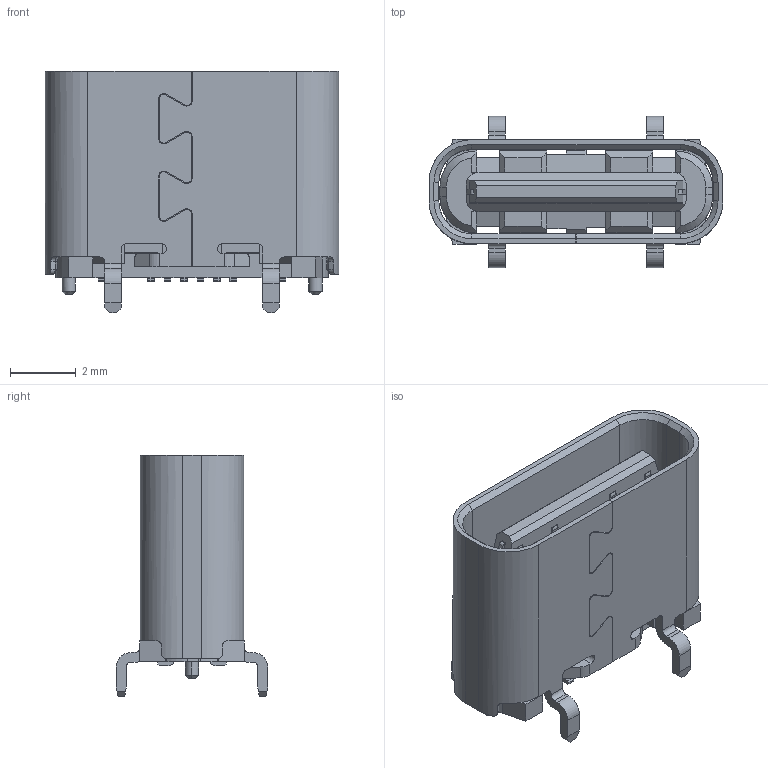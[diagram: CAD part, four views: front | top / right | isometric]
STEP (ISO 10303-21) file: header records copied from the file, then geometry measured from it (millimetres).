
FILE_DESCRIPTION((''),'2;1');
FILE_NAME('2171820001','2021-03-03T',('gga'),(''),'PRO/ENGINEER BY PARAMETRIC TECHNOLOGY CORPORATION, 2016010','PRO/ENGINEER BY PARAMETRIC TECHNOLOGY CORPORATION, 2016010','');
FILE_SCHEMA(('CONFIG_CONTROL_DESIGN'));
Length unit declared in the file: millimetre
Products named in the file (1): 2171820001
Bounding box: 8.94 x 4.6 x 7.35 mm (x, y, z)
Volume: 83.2 mm3; surface area: 415.3 mm2
Topology: 1 solids, 1 shells, 799 faces, 2398 edges, 1575 vertices
Faces by surface type: plane 635, cylinder 132, cone 24, bspline 8
Entity records: 26903 total; most frequent: CARTESIAN_POINT 5525, ORIENTED_EDGE 4584, DIRECTION 4123, EDGE_CURVE 2292, VECTOR 1947, LINE 1947, VERTEX_POINT 1473, AXIS2_PLACEMENT_3D 1088
